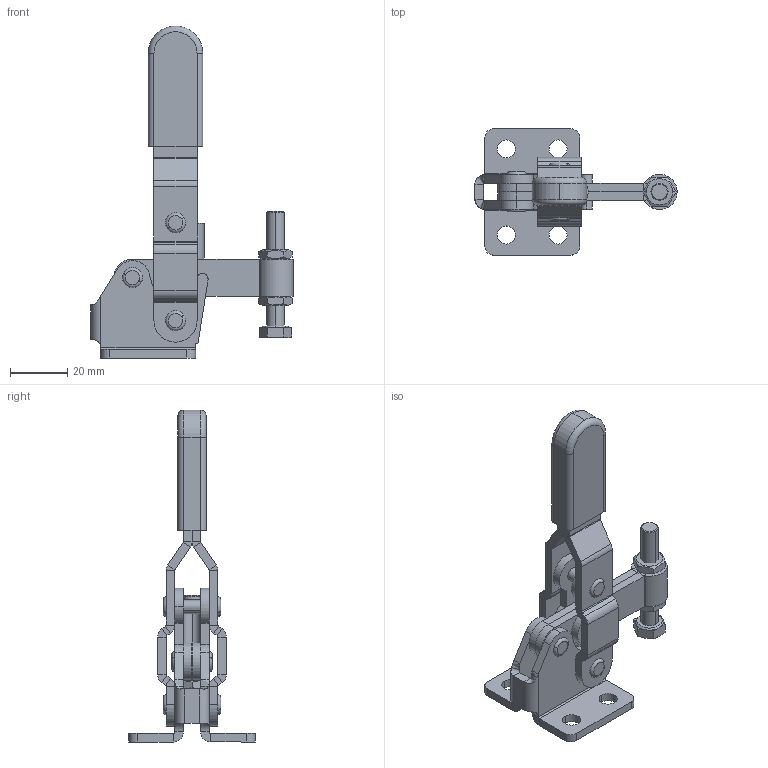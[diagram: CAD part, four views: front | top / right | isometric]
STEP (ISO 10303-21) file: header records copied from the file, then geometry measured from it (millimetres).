
FILE_DESCRIPTION (( 'STEP AP203' ), '1' );
FILE_NAME ('HS-11401 装配体.STEP', '2018-12-07T02:30:38', ( 'PCOS' ), ( '微软中国' ), 'SwSTEP 2.0', 'SolidWorks 2012', '' );
FILE_SCHEMA (( 'CONFIG_CONTROL_DESIGN' ));
Length unit declared in the file: millimetre
Products named in the file (10): HS-11401 蚾饜极; 傻种; hex thin nuts-grades ab-chamfered gb_GB_FASTENER_NUT_STNAB M6-N; hexagon head bolts-full thread gb_GB_FASTENER_BOLT_STBAB A M6X40-C; 揤參; 种; 忒梟; 忒參; 蟀裝; 楊擘菁釱
Assembly tree (14 placements, depth 2):
  HS-11401 蚾饜极
    楊擘菁釱
    蟀裝
    忒參
    忒梟  x2
    种  x2
    揤參  x2
    hexagon head bolts-full thread gb_GB_FASTENER_BOLT_STBAB A M6X40-C
    hex thin nuts-grades ab-chamfered gb_GB_FASTENER_NUT_STNAB M6-N  x2
    傻种  x2
Bounding box: 70.5 x 44 x 115.7 mm (x, y, z)
Volume: 31960.6 mm3; surface area: 24755 mm2
Topology: 14 solids, 14 shells, 732 faces, 1823 edges, 1156 vertices
Faces by surface type: plane 406, cylinder 161, bspline 121, cone 26, torus 18
Entity records: 24649 total; most frequent: CARTESIAN_POINT 9015, ORIENTED_EDGE 3174, DIRECTION 2641, EDGE_CURVE 1587, VERTEX_POINT 1020, LINE 1009, VECTOR 1009, AXIS2_PLACEMENT_3D 816
